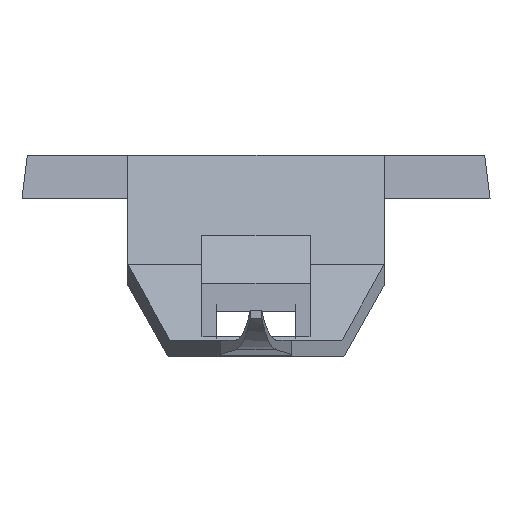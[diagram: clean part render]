
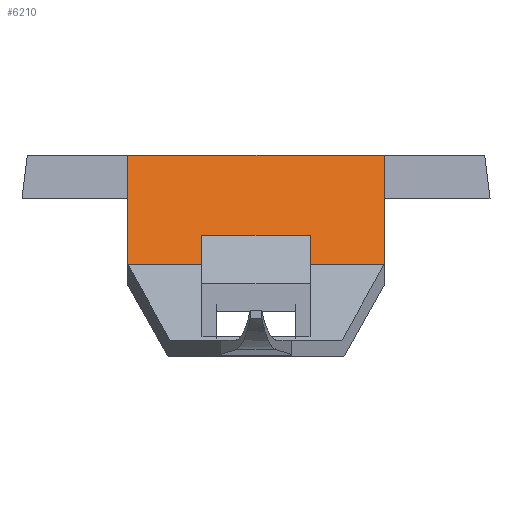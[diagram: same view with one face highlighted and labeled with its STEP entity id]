
A CAD part, front view. The second image highlights one B-rep face of the part: STEP entity #6210.
In plain terms, the highlighted planar face has unit normal (0, -0.966, 0.259).
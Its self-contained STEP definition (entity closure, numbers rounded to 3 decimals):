
#5820=CARTESIAN_POINT('',(-35.6,-5.699,
1.754));
#5830=DIRECTION('',(0.,-0.966,
0.259));
#5840=DIRECTION('',(0.,-0.259,
-0.966));
#5850=AXIS2_PLACEMENT_3D('',#5820,#5830,#5840);
#5860=PLANE('',#5850);
#5870=CARTESIAN_POINT('',(-26.6,-5.338,
3.102));
#5880=DIRECTION('',(0.,0.259,
0.966));
#5890=VECTOR('',#5880,0.977);
#5900=LINE('',#5870,#5890);
#5910=CARTESIAN_POINT('',(-26.6,-7.666,
-5.587));
#5920=VERTEX_POINT('',#5910);
#5930=CARTESIAN_POINT('',(-26.6,-5.6,
2.125));
#5940=VERTEX_POINT('',#5930);
#5950=EDGE_CURVE('',#5920,#5940,#5900,.T.);
#5960=ORIENTED_EDGE('',*,*,#5950,.T.);
#5970=CARTESIAN_POINT('',(-35.6,-7.666,
-5.587));
#5980=DIRECTION('',(-1.,0.,0.));
#5990=VECTOR('',#5980,0.977);
#6000=LINE('',#5970,#5990);
#6010=CARTESIAN_POINT('',(-44.6,-7.666,
-5.587));
#6020=VERTEX_POINT('',#6010);
#6030=EDGE_CURVE('',#5920,#6020,#6000,.T.);
#6040=ORIENTED_EDGE('',*,*,#6030,.F.);
#6050=CARTESIAN_POINT('',(-44.6,-3.997,
8.108));
#6060=DIRECTION('',(0.,-0.259,
-0.966));
#6070=VECTOR('',#6060,0.977);
#6080=LINE('',#6050,#6070);
#6090=CARTESIAN_POINT('',(-44.6,-5.6,
2.125));
#6100=VERTEX_POINT('',#6090);
#6110=EDGE_CURVE('',#6100,#6020,#6080,.T.);
#6120=ORIENTED_EDGE('',*,*,#6110,.T.);
#6130=CARTESIAN_POINT('',(0.,-5.6,2.125));
#6140=DIRECTION('',(-1.,0.,0.));
#6150=VECTOR('',#6140,1.);
#6160=LINE('',#6130,#6150);
#6170=EDGE_CURVE('',#5940,#6100,#6160,.T.);
#6180=ORIENTED_EDGE('',*,*,#6170,.T.);
#6190=EDGE_LOOP('',(#6180,#6120,#6040,#5960));
#6200=FACE_OUTER_BOUND('',#6190,.T.);
#6210=ADVANCED_FACE('',(#6200),#5860,.T.);
